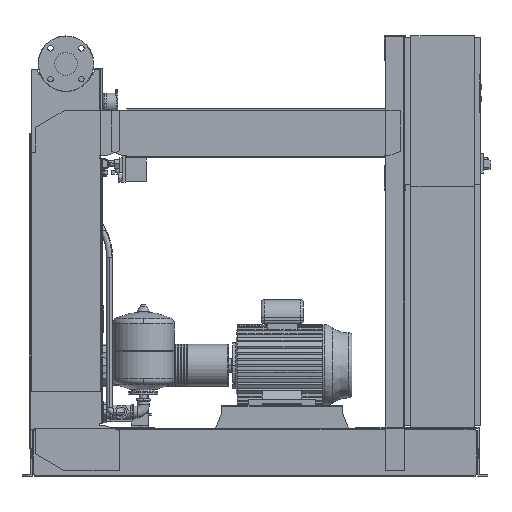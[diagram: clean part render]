
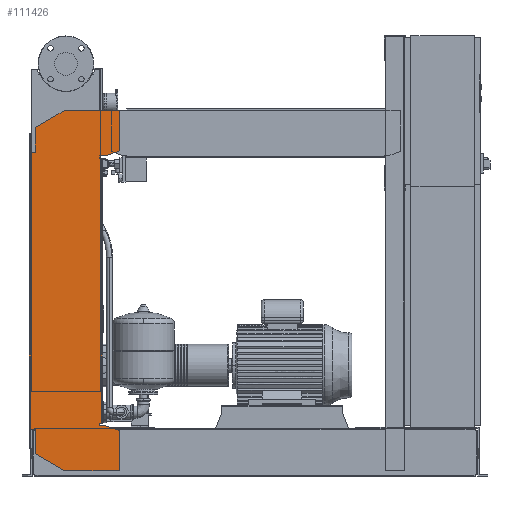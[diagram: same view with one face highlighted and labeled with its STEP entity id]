
A CAD part, front view. The second image highlights one B-rep face of the part: STEP entity #111426.
In plain terms, the highlighted free-form (B-spline) face has degree [1, 1] with [2, 2] control points.
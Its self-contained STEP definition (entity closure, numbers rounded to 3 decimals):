
#110911=CARTESIAN_POINT('',(-102.0,-463.5,1076.0));
#110912=VERTEX_POINT('',#110911);
#110919=CARTESIAN_POINT('',(-102.0,-463.5,1158.574));
#110920=VERTEX_POINT('',#110919);
#110921=CARTESIAN_POINT('',(-102.0,-463.5,1076.0));
#110922=DIRECTION('',(0.0,0.0,1.0));
#110923=VECTOR('',#110922,82.574);
#110924=LINE('',#110921,#110923);
#110925=EDGE_CURVE('',#110912,#110920,#110924,.T.);
#110943=CARTESIAN_POINT('',(-6.,-463.5,1214.0));
#110944=VERTEX_POINT('',#110943);
#110945=CARTESIAN_POINT('',(-102.0,-463.5,1158.574));
#110946=DIRECTION('',(0.866,0.0,0.5));
#110947=VECTOR('',#110946,110.851);
#110948=LINE('',#110945,#110947);
#110949=EDGE_CURVE('',#110920,#110944,#110948,.T.);
#110967=CARTESIAN_POINT('',(177.0,-463.5,1214.0));
#110968=VERTEX_POINT('',#110967);
#110969=CARTESIAN_POINT('',(-6.,-463.5,1214.0));
#110970=DIRECTION('',(1.0,0.0,0.0));
#110971=VECTOR('',#110970,183.0);
#110972=LINE('',#110969,#110971);
#110973=EDGE_CURVE('',#110944,#110968,#110972,.T.);
#110991=CARTESIAN_POINT('',(177.0,-463.5,1080.379));
#110992=VERTEX_POINT('',#110991);
#110993=CARTESIAN_POINT('',(177.0,-463.5,1214.0));
#110994=DIRECTION('',(0.0,0.0,-1.0));
#110995=VECTOR('',#110994,133.621);
#110996=LINE('',#110993,#110995);
#110997=EDGE_CURVE('',#110968,#110992,#110996,.T.);
#111015=CARTESIAN_POINT('',(132.,-463.5,1064.0));
#111016=VERTEX_POINT('',#111015);
#111017=CARTESIAN_POINT('',(177.0,-463.5,1080.379));
#111018=DIRECTION('',(-0.94,0.0,-0.342));
#111019=VECTOR('',#111018,47.888);
#111020=LINE('',#111017,#111019);
#111021=EDGE_CURVE('',#110992,#111016,#111020,.T.);
#111039=CARTESIAN_POINT('',(112.0,-463.5,1064.0));
#111040=VERTEX_POINT('',#111039);
#111041=CARTESIAN_POINT('',(132.,-463.5,1064.0));
#111042=DIRECTION('',(-1.0,0.0,0.0));
#111043=VECTOR('',#111042,20.);
#111044=LINE('',#111041,#111043);
#111045=EDGE_CURVE('',#111016,#111040,#111044,.T.);
#111063=CARTESIAN_POINT('',(112.0,-463.5,1056.0));
#111064=VERTEX_POINT('',#111063);
#111065=CARTESIAN_POINT('',(112.0,-463.5,1064.0));
#111066=DIRECTION('',(0.0,0.0,-1.0));
#111067=VECTOR('',#111066,8.0);
#111068=LINE('',#111065,#111067);
#111069=EDGE_CURVE('',#111040,#111064,#111068,.T.);
#111087=CARTESIAN_POINT('',(120.,-463.5,1056.0));
#111088=VERTEX_POINT('',#111087);
#111089=CARTESIAN_POINT('',(112.0,-463.5,1056.0));
#111090=DIRECTION('',(1.0,0.0,0.0));
#111091=VECTOR('',#111090,8.);
#111092=LINE('',#111089,#111091);
#111093=EDGE_CURVE('',#111064,#111088,#111092,.T.);
#111111=CARTESIAN_POINT('',(120.,-463.5,176.));
#111112=VERTEX_POINT('',#111111);
#111123=CARTESIAN_POINT('',(120.,-463.5,1056.0));
#111124=DIRECTION('',(0.0,0.0,-1.0));
#111125=VECTOR('',#111124,880.);
#111126=LINE('',#111123,#111125);
#111127=EDGE_CURVE('',#111088,#111112,#111126,.T.);
#111141=CARTESIAN_POINT('',(112.,-463.5,176.));
#111142=VERTEX_POINT('',#111141);
#111143=CARTESIAN_POINT('',(120.,-463.5,176.));
#111144=DIRECTION('',(-1.0,0.0,0.0));
#111145=VECTOR('',#111144,8.);
#111146=LINE('',#111143,#111145);
#111147=EDGE_CURVE('',#111112,#111142,#111146,.T.);
#111165=CARTESIAN_POINT('',(112.,-463.5,168.));
#111166=VERTEX_POINT('',#111165);
#111167=CARTESIAN_POINT('',(112.,-463.5,176.));
#111168=DIRECTION('',(0.0,0.0,-1.0));
#111169=VECTOR('',#111168,8.0);
#111170=LINE('',#111167,#111169);
#111171=EDGE_CURVE('',#111142,#111166,#111170,.T.);
#111189=CARTESIAN_POINT('',(132.,-463.5,168.));
#111190=VERTEX_POINT('',#111189);
#111191=CARTESIAN_POINT('',(112.,-463.5,168.));
#111192=DIRECTION('',(1.0,0.0,0.0));
#111193=VECTOR('',#111192,20.0);
#111194=LINE('',#111191,#111193);
#111195=EDGE_CURVE('',#111166,#111190,#111194,.T.);
#111213=CARTESIAN_POINT('',(177.,-463.5,151.621));
#111214=VERTEX_POINT('',#111213);
#111215=CARTESIAN_POINT('',(132.,-463.5,168.));
#111216=DIRECTION('',(0.94,0.0,-0.342));
#111217=VECTOR('',#111216,47.888);
#111218=LINE('',#111215,#111217);
#111219=EDGE_CURVE('',#111190,#111214,#111218,.T.);
#111237=CARTESIAN_POINT('',(177.,-463.5,18.0));
#111238=VERTEX_POINT('',#111237);
#111239=CARTESIAN_POINT('',(177.,-463.5,151.621));
#111240=DIRECTION('',(0.0,0.0,-1.0));
#111241=VECTOR('',#111240,133.621);
#111242=LINE('',#111239,#111241);
#111243=EDGE_CURVE('',#111214,#111238,#111242,.T.);
#111261=CARTESIAN_POINT('',(-4.,-463.5,18.0));
#111262=VERTEX_POINT('',#111261);
#111263=CARTESIAN_POINT('',(177.,-463.5,18.0));
#111264=DIRECTION('',(-1.0,0.0,0.0));
#111265=VECTOR('',#111264,181.);
#111266=LINE('',#111263,#111265);
#111267=EDGE_CURVE('',#111238,#111262,#111266,.T.);
#111285=CARTESIAN_POINT('',(-102.,-463.5,74.58));
#111286=VERTEX_POINT('',#111285);
#111287=CARTESIAN_POINT('',(-4.,-463.5,18.0));
#111288=DIRECTION('',(-0.866,0.,0.5));
#111289=VECTOR('',#111288,113.161);
#111290=LINE('',#111287,#111289);
#111291=EDGE_CURVE('',#111262,#111286,#111290,.T.);
#111309=CARTESIAN_POINT('',(-102.,-463.5,156.0));
#111310=VERTEX_POINT('',#111309);
#111311=CARTESIAN_POINT('',(-102.,-463.5,74.58));
#111312=DIRECTION('',(0.0,0.0,1.0));
#111313=VECTOR('',#111312,81.42);
#111314=LINE('',#111311,#111313);
#111315=EDGE_CURVE('',#111286,#111310,#111314,.T.);
#111333=CARTESIAN_POINT('',(-122.,-463.5,156.0));
#111334=VERTEX_POINT('',#111333);
#111335=CARTESIAN_POINT('',(-102.,-463.5,156.0));
#111336=DIRECTION('',(-1.0,0.0,0.0));
#111337=VECTOR('',#111336,20.0);
#111338=LINE('',#111335,#111337);
#111339=EDGE_CURVE('',#111310,#111334,#111338,.T.);
#111357=CARTESIAN_POINT('',(-122.0,-463.5,1076.0));
#111358=VERTEX_POINT('',#111357);
#111371=CARTESIAN_POINT('',(-122.,-463.5,156.0));
#111372=DIRECTION('',(0.0,0.0,1.0));
#111373=VECTOR('',#111372,920.0);
#111374=LINE('',#111371,#111373);
#111375=EDGE_CURVE('',#111334,#111358,#111374,.T.);
#111389=CARTESIAN_POINT('',(-122.0,-463.5,1076.0));
#111390=DIRECTION('',(1.0,0.0,0.0));
#111391=VECTOR('',#111390,20.0);
#111392=LINE('',#111389,#111391);
#111393=EDGE_CURVE('',#111358,#110912,#111392,.T.);
#111399=CARTESIAN_POINT('',(-122.,-463.5,18.0));
#111400=CARTESIAN_POINT('',(177.0,-463.5,18.0));
#111401=CARTESIAN_POINT('',(-122.,-463.5,1214.0));
#111402=CARTESIAN_POINT('',(177.0,-463.5,1214.0));
#111403=B_SPLINE_SURFACE_WITH_KNOTS('',1,1,((#111399,#111401),(#111400,#111402)),.UNSPECIFIED.,.F.,.F.,.U.,(2,2),(2,2),(0.0,299.),(0.0,1196.0),.UNSPECIFIED.);
#111404=ORIENTED_EDGE('',*,*,#111393,.F.);
#111405=ORIENTED_EDGE('',*,*,#111375,.F.);
#111406=ORIENTED_EDGE('',*,*,#111339,.F.);
#111407=ORIENTED_EDGE('',*,*,#111315,.F.);
#111408=ORIENTED_EDGE('',*,*,#111291,.F.);
#111409=ORIENTED_EDGE('',*,*,#111267,.F.);
#111410=ORIENTED_EDGE('',*,*,#111243,.F.);
#111411=ORIENTED_EDGE('',*,*,#111219,.F.);
#111412=ORIENTED_EDGE('',*,*,#111195,.F.);
#111413=ORIENTED_EDGE('',*,*,#111171,.F.);
#111414=ORIENTED_EDGE('',*,*,#111147,.F.);
#111415=ORIENTED_EDGE('',*,*,#111127,.F.);
#111416=ORIENTED_EDGE('',*,*,#111093,.F.);
#111417=ORIENTED_EDGE('',*,*,#111069,.F.);
#111418=ORIENTED_EDGE('',*,*,#111045,.F.);
#111419=ORIENTED_EDGE('',*,*,#111021,.F.);
#111420=ORIENTED_EDGE('',*,*,#110997,.F.);
#111421=ORIENTED_EDGE('',*,*,#110973,.F.);
#111422=ORIENTED_EDGE('',*,*,#110949,.F.);
#111423=ORIENTED_EDGE('',*,*,#110925,.F.);
#111424=EDGE_LOOP('',(#111404,#111405,#111406,#111407,#111408,#111409,#111410,#111411,#111412,#111413,#111414,#111415,#111416,#111417,#111418,#111419,#111420,#111421,#111422,#111423));
#111425=FACE_OUTER_BOUND('',#111424,.T.);
#111426=ADVANCED_FACE('',(#111425),#111403,.T.);
